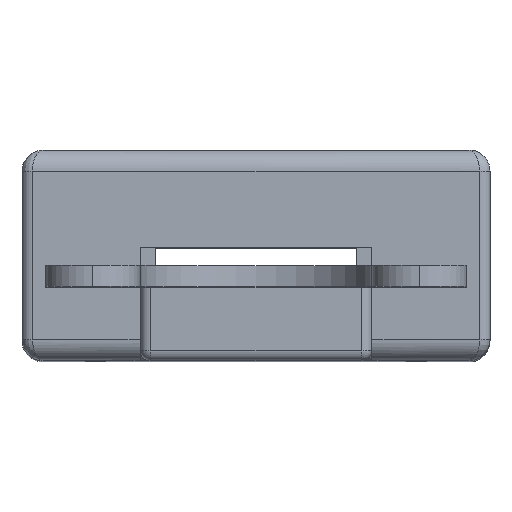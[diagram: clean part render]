
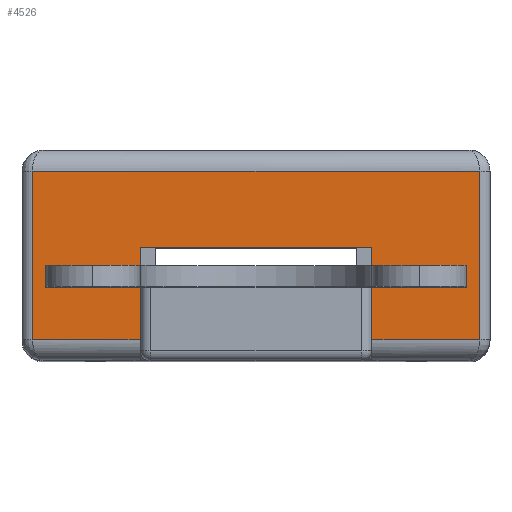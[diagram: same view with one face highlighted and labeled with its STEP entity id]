
A CAD part, top view. The second image highlights one B-rep face of the part: STEP entity #4526.
In plain terms, the highlighted planar face has unit normal (0, 0, 1).
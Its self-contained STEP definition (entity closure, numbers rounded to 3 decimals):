
#533=FACE_OUTER_BOUND('',#804,.T.);
#804=EDGE_LOOP('',(#3143,#3144,#3145,#3146,#3147,#3148,#3149,#3150));
#1060=LINE('',#6166,#1471);
#1064=LINE('',#6175,#1475);
#1070=LINE('',#6191,#1481);
#1098=LINE('',#6251,#1509);
#1100=LINE('',#6392,#1511);
#1110=LINE('',#6531,#1521);
#1112=LINE('',#6535,#1523);
#1113=LINE('',#6536,#1524);
#1471=VECTOR('',#5176,10.);
#1475=VECTOR('',#5184,10.);
#1481=VECTOR('',#5196,10.);
#1509=VECTOR('',#5246,10.);
#1511=VECTOR('',#5276,10.);
#1521=VECTOR('',#5324,10.);
#1523=VECTOR('',#5330,10.);
#1524=VECTOR('',#5331,10.);
#1882=VERTEX_POINT('',#6163);
#1883=VERTEX_POINT('',#6165);
#1886=VERTEX_POINT('',#6173);
#1893=VERTEX_POINT('',#6190);
#1914=VERTEX_POINT('',#6250);
#1917=VERTEX_POINT('',#6318);
#1925=VERTEX_POINT('',#6462);
#1926=VERTEX_POINT('',#6490);
#2320=EDGE_CURVE('',#1883,#1882,#1060,.T.);
#2325=EDGE_CURVE('',#1882,#1886,#1064,.T.);
#2332=EDGE_CURVE('',#1893,#1883,#1070,.T.);
#2363=EDGE_CURVE('',#1893,#1914,#1098,.T.);
#2376=EDGE_CURVE('',#1917,#1886,#1100,.T.);
#2398=EDGE_CURVE('',#1926,#1925,#1110,.T.);
#2400=EDGE_CURVE('',#1917,#1925,#1112,.T.);
#2401=EDGE_CURVE('',#1914,#1926,#1113,.T.);
#3143=ORIENTED_EDGE('',*,*,#2325,.T.);
#3144=ORIENTED_EDGE('',*,*,#2376,.F.);
#3145=ORIENTED_EDGE('',*,*,#2400,.T.);
#3146=ORIENTED_EDGE('',*,*,#2398,.F.);
#3147=ORIENTED_EDGE('',*,*,#2401,.F.);
#3148=ORIENTED_EDGE('',*,*,#2363,.F.);
#3149=ORIENTED_EDGE('',*,*,#2332,.T.);
#3150=ORIENTED_EDGE('',*,*,#2320,.T.);
#4396=PLANE('',#4932);
#4526=ADVANCED_FACE('',(#533),#4396,.T.);
#4932=AXIS2_PLACEMENT_3D('',#6534,#5328,#5329);
#5176=DIRECTION('',(1.,0.,0.));
#5184=DIRECTION('',(0.,-1.,0.));
#5196=DIRECTION('',(0.,1.,0.));
#5246=DIRECTION('',(-1.,0.,0.));
#5276=DIRECTION('',(-1.,0.,0.));
#5324=DIRECTION('',(1.,0.,0.));
#5328=DIRECTION('center_axis',(0.,0.,1.));
#5329=DIRECTION('ref_axis',(1.,0.,0.));
#5330=DIRECTION('',(0.,1.,0.));
#5331=DIRECTION('',(0.,1.,0.));
#6163=CARTESIAN_POINT('',(5.5,5.38,15.9));
#6165=CARTESIAN_POINT('',(-5.5,5.38,15.9));
#6166=CARTESIAN_POINT('',(-8.05,5.38,15.9));
#6173=CARTESIAN_POINT('',(5.5,1.,15.9));
#6175=CARTESIAN_POINT('',(5.5,2.69,15.9));
#6190=CARTESIAN_POINT('',(-5.5,1.,15.9));
#6191=CARTESIAN_POINT('',(-5.5,0.,15.9));
#6250=CARTESIAN_POINT('',(-10.6,1.,15.9));
#6251=CARTESIAN_POINT('',(-5.3,1.,15.9));
#6318=CARTESIAN_POINT('',(10.6,1.,15.9));
#6392=CARTESIAN_POINT('',(-5.3,1.,15.9));
#6462=CARTESIAN_POINT('',(10.6,9.,15.9));
#6490=CARTESIAN_POINT('',(-10.6,9.,15.9));
#6531=CARTESIAN_POINT('',(-5.3,9.,15.9));
#6534=CARTESIAN_POINT('Origin',(-10.6,0.,15.9));
#6535=CARTESIAN_POINT('',(10.6,0.,15.9));
#6536=CARTESIAN_POINT('',(-10.6,0.,15.9));
